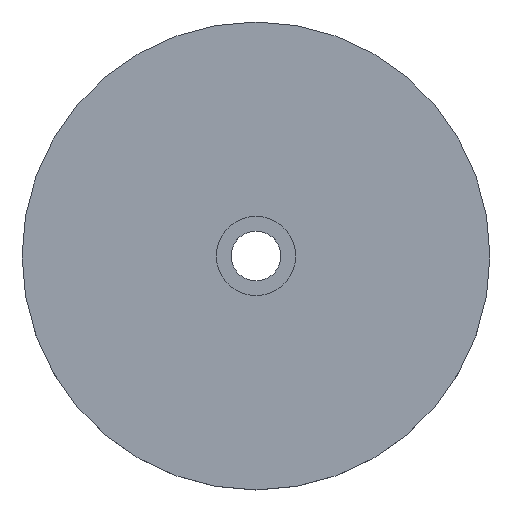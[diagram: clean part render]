
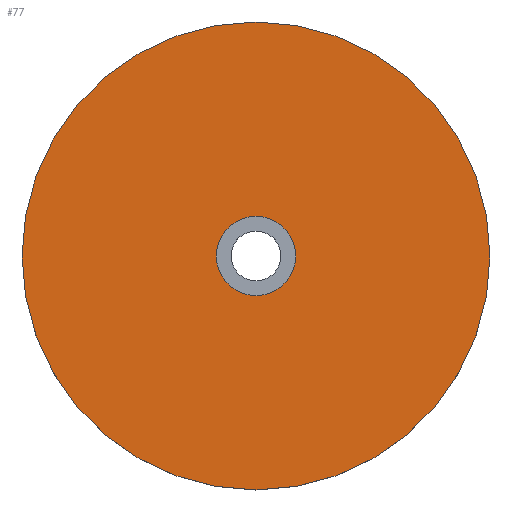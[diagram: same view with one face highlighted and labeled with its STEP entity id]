
A CAD part, top view. The second image highlights one B-rep face of the part: STEP entity #77.
In plain terms, the highlighted planar face has unit normal (0, 0, 1).
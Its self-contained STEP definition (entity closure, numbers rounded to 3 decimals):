
#2 = VERTEX_POINT ( 'NONE', #178 ) ;
#7 = DIRECTION ( 'NONE',  ( 0., 0., 1. ) ) ;
#11 = DIRECTION ( 'NONE',  ( 1., 0., 0. ) ) ;
#16 = CIRCLE ( 'NONE', #243, 31. ) ;
#22 = ORIENTED_EDGE ( 'NONE', *, *, #173, .F. ) ;
#26 = ORIENTED_EDGE ( 'NONE', *, *, #313, .F. ) ;
#27 = DIRECTION ( 'NONE',  ( 0., 0., 1. ) ) ;
#28 = ORIENTED_EDGE ( 'NONE', *, *, #135, .T. ) ;
#37 = EDGE_CURVE ( 'NONE', #303, #247, #192, .T. ) ;
#41 = CIRCLE ( 'NONE', #119, 5.25 ) ;
#49 = EDGE_LOOP ( 'NONE', ( #28, #245 ) ) ;
#66 = AXIS2_PLACEMENT_3D ( 'NONE', #131, #7, #76 ) ;
#76 = DIRECTION ( 'NONE',  ( 1., 0., 0. ) ) ;
#77 = ADVANCED_FACE ( 'NONE', ( #153, #309 ), #85, .T. ) ;
#84 = CARTESIAN_POINT ( 'NONE',  ( 0., 0., 6.5 ) ) ;
#85 = PLANE ( 'NONE',  #154 ) ;
#94 = CIRCLE ( 'NONE', #318, 5.25 ) ;
#96 = EDGE_LOOP ( 'NONE', ( #22, #26 ) ) ;
#108 = DIRECTION ( 'NONE',  ( 1., 0., 0. ) ) ;
#110 = CARTESIAN_POINT ( 'NONE',  ( 31., 0., 6.5 ) ) ;
#119 = AXIS2_PLACEMENT_3D ( 'NONE', #123, #27, #271 ) ;
#123 = CARTESIAN_POINT ( 'NONE',  ( 0., 0., 6.5 ) ) ;
#128 = VERTEX_POINT ( 'NONE', #242 ) ;
#131 = CARTESIAN_POINT ( 'NONE',  ( 0., 0., 6.5 ) ) ;
#133 = CARTESIAN_POINT ( 'NONE',  ( 0., 0., 6.5 ) ) ;
#135 = EDGE_CURVE ( 'NONE', #247, #303, #16, .T. ) ;
#138 = DIRECTION ( 'NONE',  ( 0., 0., 1. ) ) ;
#153 = FACE_BOUND ( 'NONE', #96, .T. ) ;
#154 = AXIS2_PLACEMENT_3D ( 'NONE', #257, #209, #11 ) ;
#173 = EDGE_CURVE ( 'NONE', #128, #2, #94, .T. ) ;
#178 = CARTESIAN_POINT ( 'NONE',  ( -5.25, 0., 6.5 ) ) ;
#189 = DIRECTION ( 'NONE',  ( 0., 0., 1. ) ) ;
#192 = CIRCLE ( 'NONE', #66, 31. ) ;
#209 = DIRECTION ( 'NONE',  ( 0., 0., 1. ) ) ;
#238 = DIRECTION ( 'NONE',  ( 1., 0., 0. ) ) ;
#242 = CARTESIAN_POINT ( 'NONE',  ( 5.25, 0., 6.5 ) ) ;
#243 = AXIS2_PLACEMENT_3D ( 'NONE', #133, #138, #238 ) ;
#245 = ORIENTED_EDGE ( 'NONE', *, *, #37, .T. ) ;
#247 = VERTEX_POINT ( 'NONE', #316 ) ;
#257 = CARTESIAN_POINT ( 'NONE',  ( 0., 0., 6.5 ) ) ;
#271 = DIRECTION ( 'NONE',  ( 1., 0., 0. ) ) ;
#303 = VERTEX_POINT ( 'NONE', #110 ) ;
#309 = FACE_OUTER_BOUND ( 'NONE', #49, .T. ) ;
#313 = EDGE_CURVE ( 'NONE', #2, #128, #41, .T. ) ;
#316 = CARTESIAN_POINT ( 'NONE',  ( -31., 0., 6.5 ) ) ;
#318 = AXIS2_PLACEMENT_3D ( 'NONE', #84, #189, #108 ) ;
